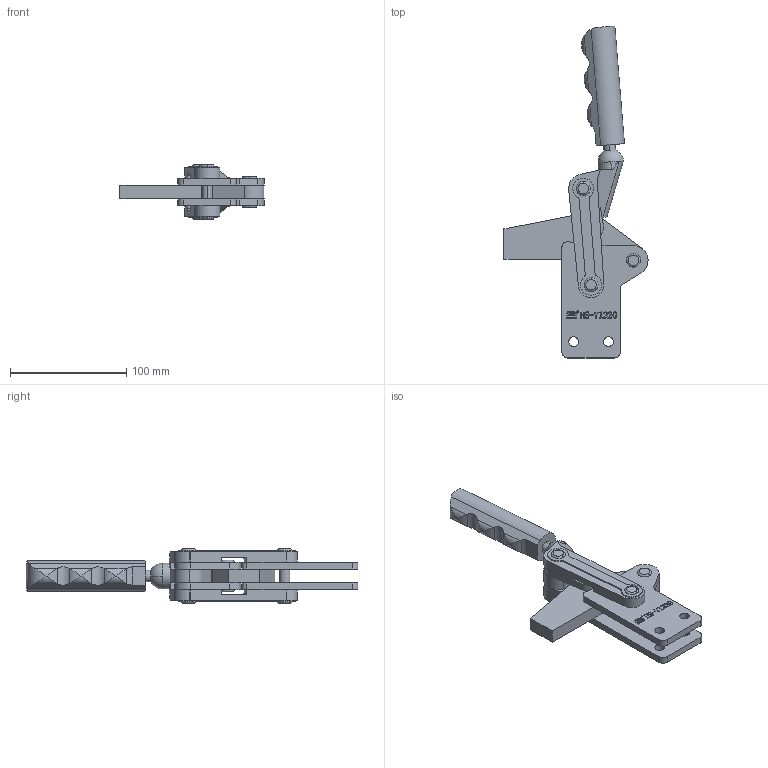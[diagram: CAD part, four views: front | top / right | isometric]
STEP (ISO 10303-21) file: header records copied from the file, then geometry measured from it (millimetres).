
FILE_DESCRIPTION (( 'STEP AP203' ), '1' );
FILE_NAME ('HS-71220 装配体.STEP', '2018-12-07T08:20:10', ( 'PCOS' ), ( '微软中国' ), 'SwSTEP 2.0', 'SolidWorks 2012', '' );
FILE_SCHEMA (( 'CONFIG_CONTROL_DESIGN' ));
Length unit declared in the file: millimetre
Products named in the file (8): 忒參; 蟀裝; 菁釱; 忒旋; HS-71220 蚾饜极; 种2; 种1; 忒梟
Assembly tree (10 placements, depth 2):
  HS-71220 蚾饜极
    菁釱
    蟀裝  x2
    忒參
    忒旋
    忒梟
    种1  x2
    种2  x2
Bounding box: 123.9 x 285.57 x 47 mm (x, y, z)
Volume: 253575.9 mm3; surface area: 81917.7 mm2
Topology: 11 solids, 11 shells, 567 faces, 1520 edges, 1010 vertices
Faces by surface type: plane 262, cylinder 153, bspline 134, torus 16, sphere 2
Entity records: 23407 total; most frequent: CARTESIAN_POINT 9611, ORIENTED_EDGE 2910, DIRECTION 2262, EDGE_CURVE 1455, VERTEX_POINT 968, VECTOR 868, LINE 868, AXIS2_PLACEMENT_3D 697
